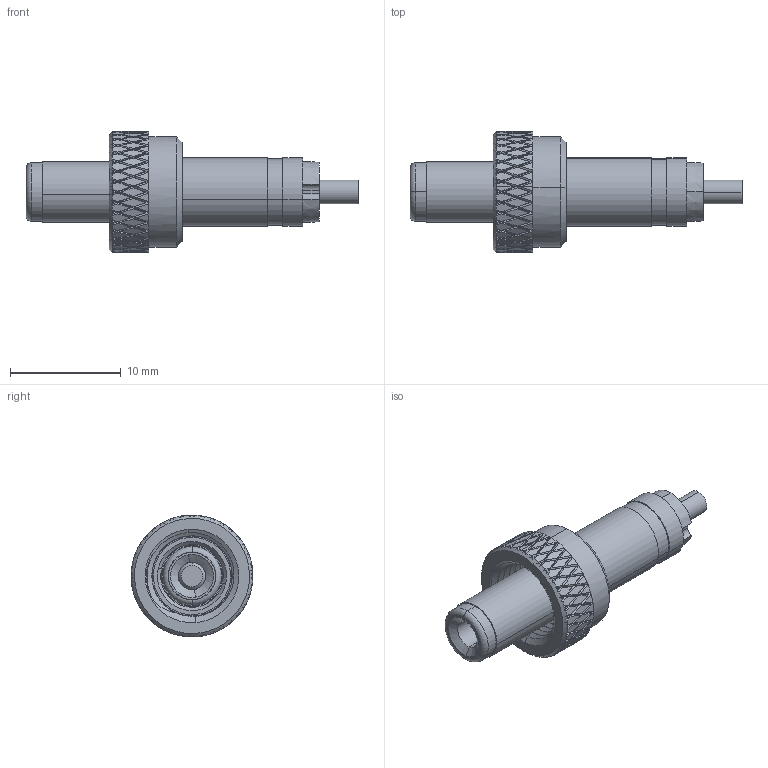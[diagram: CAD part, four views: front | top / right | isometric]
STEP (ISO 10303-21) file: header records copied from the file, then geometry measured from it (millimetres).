
FILE_DESCRIPTION (( 'STEP AP203' ), '1' );
FILE_NAME ('50-00011_revA2.STEP', '2020-09-24T18:26:17', ( '' ), ( '' ), 'SwSTEP 2.0', 'SolidWorks 2015', '' );
FILE_SCHEMA (( 'CONFIG_CONTROL_DESIGN' ));
Length unit declared in the file: millimetre
Products named in the file (7): 50-00011 shell; 50-00011 pin; 50-00011 locking ring; 50-00011 shell 2; 50-00011 insulator; 50-00011_revA2; 50-00011 interior shell
Assembly tree (6 placements, depth 2):
  50-00011_revA2
    50-00011 insulator
    50-00011 interior shell
    50-00011 locking ring
    50-00011 pin
    50-00011 shell 2
    50-00011 shell
Bounding box: 30 x 11 x 11 mm (x, y, z)
Volume: 925.9 mm3; surface area: 2940.1 mm2
Topology: 6 solids, 6 shells, 1142 faces, 2602 edges, 1483 vertices
Faces by surface type: bspline 582, plane 319, cylinder 212, cone 23, torus 6
Entity records: 51391 total; most frequent: CARTESIAN_POINT 30690, ORIENTED_EDGE 5200, EDGE_CURVE 2600, DIRECTION 2126, B_SPLINE_CURVE_WITH_KNOTS 1824, VERTEX_POINT 1483, EDGE_LOOP 1165, ADVANCED_FACE 1142
